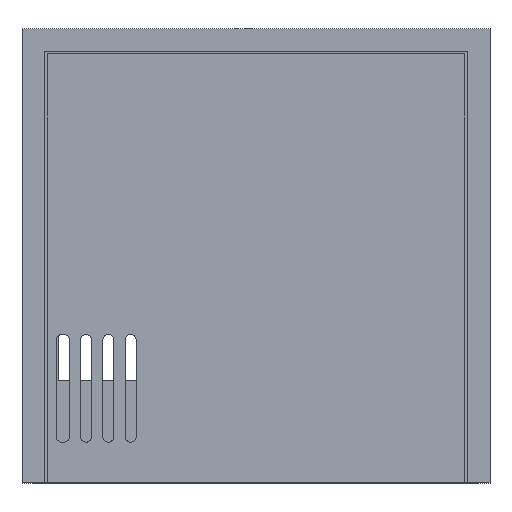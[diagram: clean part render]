
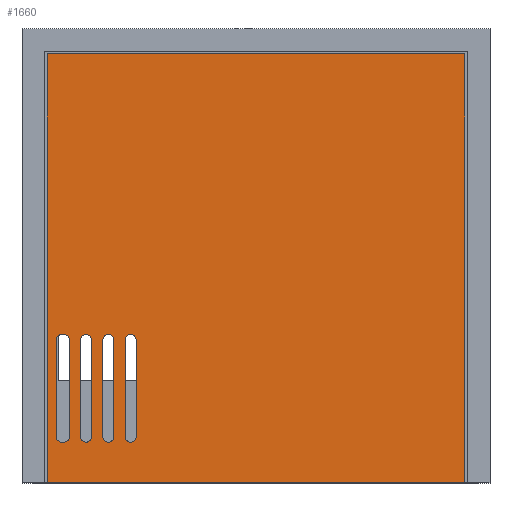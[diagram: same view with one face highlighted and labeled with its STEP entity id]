
A CAD part, top view. The second image highlights one B-rep face of the part: STEP entity #1660.
In plain terms, the highlighted planar face has unit normal (0, 0, 1).
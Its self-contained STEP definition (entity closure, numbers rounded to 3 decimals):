
#59=CIRCLE('',#1781,0.5);
#60=CIRCLE('',#1782,0.5);
#61=CIRCLE('',#1783,0.5);
#62=CIRCLE('',#1784,0.5);
#63=CIRCLE('',#1785,0.5);
#64=CIRCLE('',#1786,0.5);
#65=CIRCLE('',#1787,0.5);
#66=CIRCLE('',#1788,0.5);
#67=CIRCLE('',#1789,0.5);
#68=CIRCLE('',#1790,0.5);
#94=FACE_BOUND('',#237,.T.);
#95=FACE_BOUND('',#238,.T.);
#96=FACE_BOUND('',#239,.T.);
#97=FACE_BOUND('',#240,.T.);
#148=FACE_OUTER_BOUND('',#236,.T.);
#236=EDGE_LOOP('',(#1317,#1318,#1319,#1320));
#237=EDGE_LOOP('',(#1321,#1322,#1323,#1324));
#238=EDGE_LOOP('',(#1325,#1326,#1327,#1328));
#239=EDGE_LOOP('',(#1329,#1330,#1331,#1332));
#240=EDGE_LOOP('',(#1333,#1334,#1335,#1336,#1337,#1338,#1339,#1340));
#390=LINE('',#2580,#580);
#395=LINE('',#2590,#585);
#396=LINE('',#2592,#586);
#397=LINE('',#2593,#587);
#398=LINE('',#2596,#588);
#399=LINE('',#2600,#589);
#400=LINE('',#2604,#590);
#401=LINE('',#2608,#591);
#402=LINE('',#2614,#592);
#403=LINE('',#2617,#593);
#404=LINE('',#2620,#594);
#405=LINE('',#2624,#595);
#406=LINE('',#2628,#596);
#407=LINE('',#2632,#597);
#580=VECTOR('',#2092,10.);
#585=VECTOR('',#2099,10.);
#586=VECTOR('',#2100,10.);
#587=VECTOR('',#2101,10.);
#588=VECTOR('',#2102,10.);
#589=VECTOR('',#2105,10.);
#590=VECTOR('',#2108,10.);
#591=VECTOR('',#2111,10.);
#592=VECTOR('',#2116,10.);
#593=VECTOR('',#2119,10.);
#594=VECTOR('',#2120,10.);
#595=VECTOR('',#2123,10.);
#596=VECTOR('',#2126,10.);
#597=VECTOR('',#2129,10.);
#750=VERTEX_POINT('',#2577);
#751=VERTEX_POINT('',#2579);
#755=VERTEX_POINT('',#2589);
#756=VERTEX_POINT('',#2591);
#757=VERTEX_POINT('',#2594);
#758=VERTEX_POINT('',#2595);
#759=VERTEX_POINT('',#2597);
#760=VERTEX_POINT('',#2599);
#761=VERTEX_POINT('',#2602);
#762=VERTEX_POINT('',#2603);
#763=VERTEX_POINT('',#2605);
#764=VERTEX_POINT('',#2607);
#765=VERTEX_POINT('',#2610);
#766=VERTEX_POINT('',#2611);
#767=VERTEX_POINT('',#2613);
#768=VERTEX_POINT('',#2615);
#769=VERTEX_POINT('',#2618);
#770=VERTEX_POINT('',#2619);
#771=VERTEX_POINT('',#2621);
#772=VERTEX_POINT('',#2623);
#773=VERTEX_POINT('',#2625);
#774=VERTEX_POINT('',#2627);
#775=VERTEX_POINT('',#2629);
#776=VERTEX_POINT('',#2631);
#952=EDGE_CURVE('',#750,#751,#390,.T.);
#957=EDGE_CURVE('',#755,#750,#395,.T.);
#958=EDGE_CURVE('',#755,#756,#396,.T.);
#959=EDGE_CURVE('',#756,#751,#397,.T.);
#960=EDGE_CURVE('',#757,#758,#398,.T.);
#961=EDGE_CURVE('',#758,#759,#59,.T.);
#962=EDGE_CURVE('',#759,#760,#399,.T.);
#963=EDGE_CURVE('',#760,#757,#60,.T.);
#964=EDGE_CURVE('',#761,#762,#400,.T.);
#965=EDGE_CURVE('',#762,#763,#61,.T.);
#966=EDGE_CURVE('',#763,#764,#401,.T.);
#967=EDGE_CURVE('',#764,#761,#62,.T.);
#968=EDGE_CURVE('',#765,#766,#63,.T.);
#969=EDGE_CURVE('',#766,#767,#402,.T.);
#970=EDGE_CURVE('',#767,#768,#64,.T.);
#971=EDGE_CURVE('',#768,#765,#403,.T.);
#972=EDGE_CURVE('',#769,#770,#404,.T.);
#973=EDGE_CURVE('',#770,#771,#65,.T.);
#974=EDGE_CURVE('',#771,#772,#405,.T.);
#975=EDGE_CURVE('',#772,#773,#66,.T.);
#976=EDGE_CURVE('',#773,#774,#406,.T.);
#977=EDGE_CURVE('',#774,#775,#67,.T.);
#978=EDGE_CURVE('',#775,#776,#407,.T.);
#979=EDGE_CURVE('',#776,#769,#68,.T.);
#1317=ORIENTED_EDGE('',*,*,#957,.F.);
#1318=ORIENTED_EDGE('',*,*,#958,.T.);
#1319=ORIENTED_EDGE('',*,*,#959,.T.);
#1320=ORIENTED_EDGE('',*,*,#952,.F.);
#1321=ORIENTED_EDGE('',*,*,#960,.T.);
#1322=ORIENTED_EDGE('',*,*,#961,.T.);
#1323=ORIENTED_EDGE('',*,*,#962,.T.);
#1324=ORIENTED_EDGE('',*,*,#963,.T.);
#1325=ORIENTED_EDGE('',*,*,#964,.T.);
#1326=ORIENTED_EDGE('',*,*,#965,.T.);
#1327=ORIENTED_EDGE('',*,*,#966,.T.);
#1328=ORIENTED_EDGE('',*,*,#967,.T.);
#1329=ORIENTED_EDGE('',*,*,#968,.T.);
#1330=ORIENTED_EDGE('',*,*,#969,.T.);
#1331=ORIENTED_EDGE('',*,*,#970,.T.);
#1332=ORIENTED_EDGE('',*,*,#971,.T.);
#1333=ORIENTED_EDGE('',*,*,#972,.T.);
#1334=ORIENTED_EDGE('',*,*,#973,.T.);
#1335=ORIENTED_EDGE('',*,*,#974,.T.);
#1336=ORIENTED_EDGE('',*,*,#975,.T.);
#1337=ORIENTED_EDGE('',*,*,#976,.T.);
#1338=ORIENTED_EDGE('',*,*,#977,.T.);
#1339=ORIENTED_EDGE('',*,*,#978,.T.);
#1340=ORIENTED_EDGE('',*,*,#979,.T.);
#1591=PLANE('',#1780);
#1660=ADVANCED_FACE('',(#148,#94,#95,#96,#97),#1591,.T.);
#1780=AXIS2_PLACEMENT_3D('',#2588,#2097,#2098);
#1781=AXIS2_PLACEMENT_3D('',#2598,#2103,#2104);
#1782=AXIS2_PLACEMENT_3D('',#2601,#2106,#2107);
#1783=AXIS2_PLACEMENT_3D('',#2606,#2109,#2110);
#1784=AXIS2_PLACEMENT_3D('',#2609,#2112,#2113);
#1785=AXIS2_PLACEMENT_3D('',#2612,#2114,#2115);
#1786=AXIS2_PLACEMENT_3D('',#2616,#2117,#2118);
#1787=AXIS2_PLACEMENT_3D('',#2622,#2121,#2122);
#1788=AXIS2_PLACEMENT_3D('',#2626,#2124,#2125);
#1789=AXIS2_PLACEMENT_3D('',#2630,#2127,#2128);
#1790=AXIS2_PLACEMENT_3D('',#2633,#2130,#2131);
#2092=DIRECTION('',(-1.,0.,0.));
#2097=DIRECTION('center_axis',(0.,0.,1.));
#2098=DIRECTION('ref_axis',(1.,0.,0.));
#2099=DIRECTION('',(0.,-1.,0.));
#2100=DIRECTION('',(-1.,0.,0.));
#2101=DIRECTION('',(0.,-1.,0.));
#2102=DIRECTION('',(0.,1.,0.));
#2103=DIRECTION('center_axis',(0.,0.,-1.));
#2104=DIRECTION('ref_axis',(-0.707,0.707,0.));
#2105=DIRECTION('',(0.,-1.,0.));
#2106=DIRECTION('center_axis',(0.,0.,-1.));
#2107=DIRECTION('ref_axis',(0.707,-0.707,0.));
#2108=DIRECTION('',(0.,1.,0.));
#2109=DIRECTION('center_axis',(0.,0.,-1.));
#2110=DIRECTION('ref_axis',(-0.707,0.707,0.));
#2111=DIRECTION('',(0.,-1.,0.));
#2112=DIRECTION('center_axis',(0.,0.,-1.));
#2113=DIRECTION('ref_axis',(0.707,-0.707,0.));
#2114=DIRECTION('center_axis',(0.,0.,-1.));
#2115=DIRECTION('ref_axis',(0.707,0.707,0.));
#2116=DIRECTION('',(0.,-1.,0.));
#2117=DIRECTION('center_axis',(0.,0.,-1.));
#2118=DIRECTION('ref_axis',(0.707,-0.707,0.));
#2119=DIRECTION('',(0.,1.,0.));
#2120=DIRECTION('',(0.,1.,0.));
#2121=DIRECTION('center_axis',(0.,0.,-1.));
#2122=DIRECTION('ref_axis',(-0.707,0.707,0.));
#2123=DIRECTION('',(1.,0.,0.));
#2124=DIRECTION('center_axis',(0.,0.,-1.));
#2125=DIRECTION('ref_axis',(0.707,0.707,0.));
#2126=DIRECTION('',(0.,-1.,0.));
#2127=DIRECTION('center_axis',(0.,0.,-1.));
#2128=DIRECTION('ref_axis',(0.707,-0.707,0.));
#2129=DIRECTION('',(-1.,0.,0.));
#2130=DIRECTION('center_axis',(0.,0.,-1.));
#2131=DIRECTION('ref_axis',(-0.707,-0.707,0.));
#2577=CARTESIAN_POINT('',(36.,-9.25,17.25));
#2579=CARTESIAN_POINT('',(-1.5,-9.25,17.25));
#2580=CARTESIAN_POINT('',(-1.5,-9.25,17.25));
#2588=CARTESIAN_POINT('Origin',(17.25,10.375,17.25));
#2589=CARTESIAN_POINT('',(36.,29.25,17.25));
#2590=CARTESIAN_POINT('',(36.,-8.5,17.25));
#2591=CARTESIAN_POINT('',(-1.5,29.25,17.25));
#2592=CARTESIAN_POINT('',(36.,29.25,17.25));
#2593=CARTESIAN_POINT('',(-1.5,29.25,17.25));
#2594=CARTESIAN_POINT('',(3.5,-5.098,17.25));
#2595=CARTESIAN_POINT('',(3.5,3.563,17.25));
#2596=CARTESIAN_POINT('',(3.5,7.219,17.25));
#2597=CARTESIAN_POINT('',(4.5,3.563,17.25));
#2598=CARTESIAN_POINT('Origin',(4.,3.563,17.25));
#2599=CARTESIAN_POINT('',(4.5,-5.098,17.25));
#2600=CARTESIAN_POINT('',(4.5,2.388,17.25));
#2601=CARTESIAN_POINT('Origin',(4.,-5.098,17.25));
#2602=CARTESIAN_POINT('',(1.5,-5.098,17.25));
#2603=CARTESIAN_POINT('',(1.5,3.563,17.25));
#2604=CARTESIAN_POINT('',(1.5,7.219,17.25));
#2605=CARTESIAN_POINT('',(2.5,3.563,17.25));
#2606=CARTESIAN_POINT('Origin',(2.,3.563,17.25));
#2607=CARTESIAN_POINT('',(2.5,-5.098,17.25));
#2608=CARTESIAN_POINT('',(2.5,2.388,17.25));
#2609=CARTESIAN_POINT('Origin',(2.,-5.098,17.25));
#2610=CARTESIAN_POINT('',(5.5,3.563,17.25));
#2611=CARTESIAN_POINT('',(6.5,3.563,17.25));
#2612=CARTESIAN_POINT('Origin',(6.,3.563,17.25));
#2613=CARTESIAN_POINT('',(6.5,-5.098,17.25));
#2614=CARTESIAN_POINT('',(6.5,2.388,17.25));
#2615=CARTESIAN_POINT('',(5.5,-5.098,17.25));
#2616=CARTESIAN_POINT('Origin',(6.,-5.098,17.25));
#2617=CARTESIAN_POINT('',(5.5,7.219,17.25));
#2618=CARTESIAN_POINT('',(-0.679,-5.098,17.25));
#2619=CARTESIAN_POINT('',(-0.679,3.563,17.25));
#2620=CARTESIAN_POINT('',(-0.679,7.219,17.25));
#2621=CARTESIAN_POINT('',(-0.179,4.063,17.25));
#2622=CARTESIAN_POINT('Origin',(-0.179,3.563,17.25));
#2623=CARTESIAN_POINT('',(0.009,4.063,17.25));
#2624=CARTESIAN_POINT('',(8.879,4.063,17.25));
#2625=CARTESIAN_POINT('',(0.509,3.563,17.25));
#2626=CARTESIAN_POINT('Origin',(0.009,3.563,17.25));
#2627=CARTESIAN_POINT('',(0.509,-5.098,17.25));
#2628=CARTESIAN_POINT('',(0.509,2.388,17.25));
#2629=CARTESIAN_POINT('',(0.009,-5.598,17.25));
#2630=CARTESIAN_POINT('Origin',(0.009,-5.098,17.25));
#2631=CARTESIAN_POINT('',(-0.179,-5.598,17.25));
#2632=CARTESIAN_POINT('',(8.285,-5.598,17.25));
#2633=CARTESIAN_POINT('Origin',(-0.179,-5.098,17.25));
